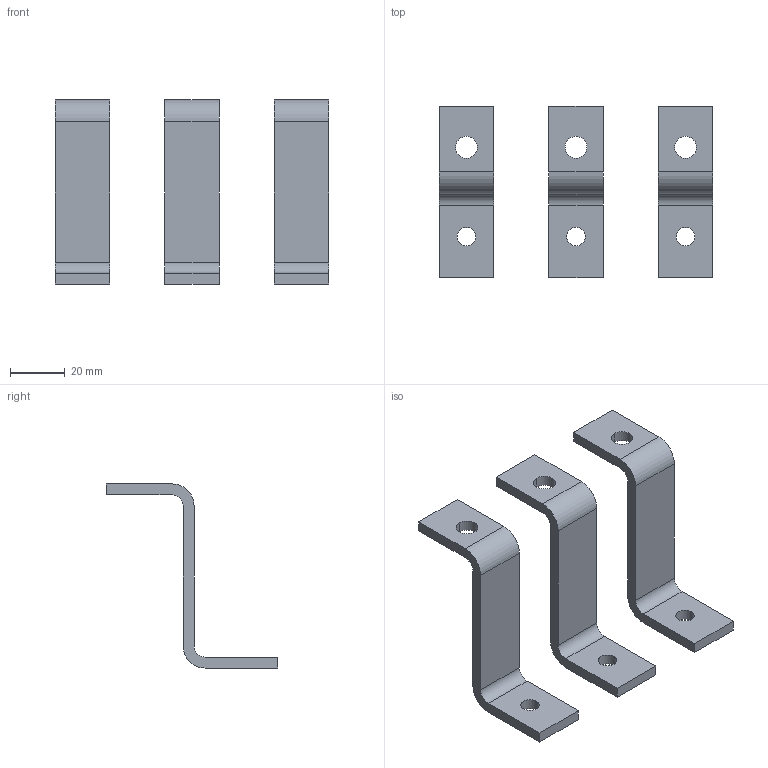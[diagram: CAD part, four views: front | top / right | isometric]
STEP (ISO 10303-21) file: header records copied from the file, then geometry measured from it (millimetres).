
FILE_DESCRIPTION((''),'2;1');
FILE_NAME('3d_11G373.stp','2012-10-03T09:34:32',(''),(''),'Mechanical Desktop 2011','Mechanical Desktop 2011',', , ');
FILE_SCHEMA(('CONFIG_CONTROL_DESIGN'));
Length unit declared in the file: millimetre
Products named in the file (1): Product
Bounding box: 100 x 62.5 x 67.2 mm (x, y, z)
Volume: 27896.6 mm3; surface area: 17878.4 mm2
Topology: 3 solids, 3 shells, 54 faces, 150 edges, 102 vertices
Faces by surface type: plane 30, cylinder 24
Entity records: 1871 total; most frequent: DIRECTION 314, CARTESIAN_POINT 307, ORIENTED_EDGE 300, EDGE_CURVE 150, AXIS2_PLACEMENT_3D 109, VERTEX_POINT 102, VECTOR 96, LINE 96
